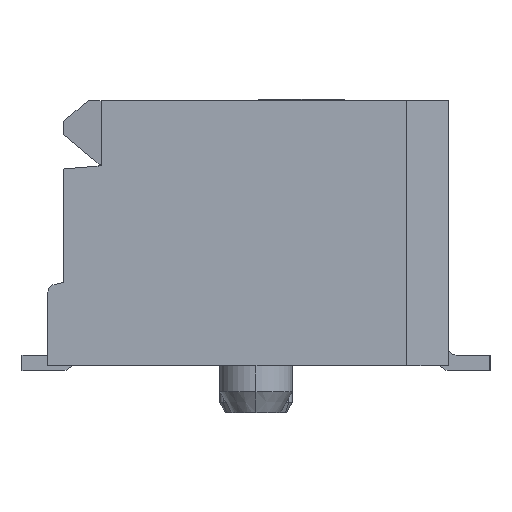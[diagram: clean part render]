
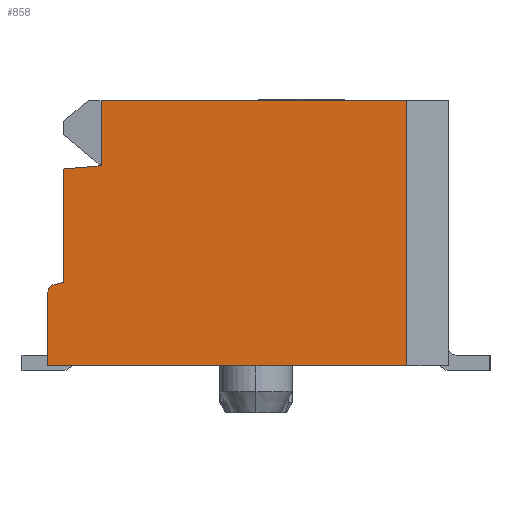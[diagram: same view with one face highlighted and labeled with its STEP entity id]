
A CAD part, front view. The second image highlights one B-rep face of the part: STEP entity #858.
In plain terms, the highlighted planar face has unit normal (0, -1, 0).
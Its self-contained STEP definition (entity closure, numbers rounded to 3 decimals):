
#316=CARTESIAN_POINT('',(2.9,-5.505,5.195));
#317=VERTEX_POINT('',#316);
#318=CARTESIAN_POINT('',(-2.98,-5.505,5.195));
#319=VERTEX_POINT('',#318);
#320=CARTESIAN_POINT('',(2.9,-5.505,5.195));
#321=DIRECTION('',(-1.0,0.0,0.0));
#322=VECTOR('',#321,5.88);
#323=LINE('',#320,#322);
#324=EDGE_CURVE('',#317,#319,#323,.T.);
#769=CARTESIAN_POINT('',(-2.98,-5.505,3.94));
#770=VERTEX_POINT('',#769);
#777=CARTESIAN_POINT('',(-2.98,-5.505,5.195));
#778=DIRECTION('',(0.0,0.0,-1.0));
#779=VECTOR('',#778,1.255);
#780=LINE('',#777,#779);
#781=EDGE_CURVE('',#319,#770,#780,.T.);
#786=CARTESIAN_POINT('',(-4.345,-5.505,-0.16));
#787=DIRECTION('',(0.0,-1.0,0.0));
#788=DIRECTION('',(1.0,0.0,0.0));
#789=AXIS2_PLACEMENT_3D('',#786,#787,#788);
#790=PLANE('',#789);
#791=CARTESIAN_POINT('',(0.,-5.505,0.095));
#792=VERTEX_POINT('',#791);
#793=CARTESIAN_POINT('',(2.9,-5.505,0.095));
#794=VERTEX_POINT('',#793);
#795=CARTESIAN_POINT('',(0.,-5.505,0.095));
#796=DIRECTION('',(1.0,0.0,0.0));
#797=VECTOR('',#796,2.9);
#798=LINE('',#795,#797);
#799=EDGE_CURVE('',#792,#794,#798,.T.);
#800=ORIENTED_EDGE('',*,*,#799,.T.);
#801=CARTESIAN_POINT('',(2.9,-5.505,0.095));
#802=DIRECTION('',(0.0,0.0,1.0));
#803=VECTOR('',#802,5.1);
#804=LINE('',#801,#803);
#805=EDGE_CURVE('',#794,#317,#804,.T.);
#806=ORIENTED_EDGE('',*,*,#805,.T.);
#807=ORIENTED_EDGE('',*,*,#324,.T.);
#808=ORIENTED_EDGE('',*,*,#781,.T.);
#809=CARTESIAN_POINT('',(-3.7,-5.505,3.877));
#810=VERTEX_POINT('',#809);
#811=CARTESIAN_POINT('',(-2.98,-5.505,3.94));
#812=DIRECTION('',(-0.996,0.0,-0.087));
#813=VECTOR('',#812,0.723);
#814=LINE('',#811,#813);
#815=EDGE_CURVE('',#770,#810,#814,.T.);
#816=ORIENTED_EDGE('',*,*,#815,.T.);
#817=CARTESIAN_POINT('',(-3.7,-5.505,1.695));
#818=VERTEX_POINT('',#817);
#819=CARTESIAN_POINT('',(-3.7,-5.505,3.877));
#820=DIRECTION('',(0.0,0.0,-1.0));
#821=VECTOR('',#820,2.182);
#822=LINE('',#819,#821);
#823=EDGE_CURVE('',#810,#818,#822,.T.);
#824=ORIENTED_EDGE('',*,*,#823,.T.);
#825=CARTESIAN_POINT('',(-3.881,-5.505,1.656));
#826=VERTEX_POINT('',#825);
#827=CARTESIAN_POINT('',(-3.7,-5.505,1.695));
#828=DIRECTION('',(-0.978,0.0,-0.208));
#829=VECTOR('',#828,0.185);
#830=LINE('',#827,#829);
#831=EDGE_CURVE('',#818,#826,#830,.T.);
#832=ORIENTED_EDGE('',*,*,#831,.T.);
#833=CARTESIAN_POINT('',(-4.0,-5.505,1.51));
#834=VERTEX_POINT('',#833);
#835=CARTESIAN_POINT('',(-3.85,-5.505,1.51));
#836=DIRECTION('',(0.,-1.,0.));
#837=DIRECTION('',(-0.208,0.,0.978));
#838=AXIS2_PLACEMENT_3D('',#835,#836,#837);
#839=CIRCLE('',#838,0.15);
#840=EDGE_CURVE('',#826,#834,#839,.T.);
#841=ORIENTED_EDGE('',*,*,#840,.T.);
#842=CARTESIAN_POINT('',(-4.,-5.505,0.095));
#843=VERTEX_POINT('',#842);
#844=CARTESIAN_POINT('',(-4.0,-5.505,1.51));
#845=DIRECTION('',(0.0,0.0,-1.0));
#846=VECTOR('',#845,1.415);
#847=LINE('',#844,#846);
#848=EDGE_CURVE('',#834,#843,#847,.T.);
#849=ORIENTED_EDGE('',*,*,#848,.T.);
#850=CARTESIAN_POINT('',(-4.,-5.505,0.095));
#851=DIRECTION('',(1.0,0.0,0.0));
#852=VECTOR('',#851,4.0);
#853=LINE('',#850,#852);
#854=EDGE_CURVE('',#843,#792,#853,.T.);
#855=ORIENTED_EDGE('',*,*,#854,.T.);
#856=EDGE_LOOP('',(#800,#806,#807,#808,#816,#824,#832,#841,#849,#855));
#857=FACE_OUTER_BOUND('',#856,.T.);
#858=ADVANCED_FACE('',(#857),#790,.T.);
